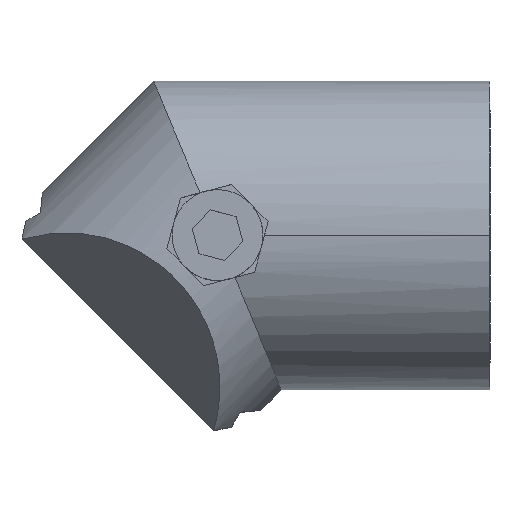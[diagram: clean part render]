
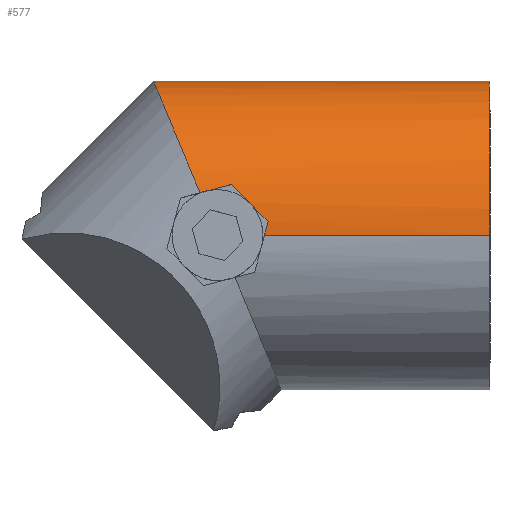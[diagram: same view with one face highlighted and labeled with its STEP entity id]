
A CAD part, top view. The second image highlights one B-rep face of the part: STEP entity #577.
In plain terms, the highlighted cylindrical face has radius 17 mm (diameter 34 mm), a partial arc.
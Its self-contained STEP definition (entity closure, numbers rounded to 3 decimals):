
#8 = CYLINDRICAL_SURFACE ( 'NONE', #1358, 17. ) ;
#51 = CARTESIAN_POINT ( 'NONE',  ( -3.739, 2.888, 16.811 ) ) ;
#52 = EDGE_LOOP ( 'NONE', ( #289, #934, #91, #495, #234, #1341, #1216 ) ) ;
#61 = CARTESIAN_POINT ( 'NONE',  ( 22.077, 16.993, 0.5 ) ) ;
#91 = ORIENTED_EDGE ( 'NONE', *, *, #733, .T. ) ;
#110 = CARTESIAN_POINT ( 'NONE',  ( 22.077, 0., 17. ) ) ;
#133 =( BOUNDED_CURVE ( )  B_SPLINE_CURVE ( 3, ( #1035, #350, #358, #926 ),
 .UNSPECIFIED., .F., .T. ) 
 B_SPLINE_CURVE_WITH_KNOTS ( ( 4, 4 ),
 ( 0.029, 1.293 ),
 .UNSPECIFIED. ) 
 CURVE ( )  GEOMETRIC_REPRESENTATION_ITEM ( )  RATIONAL_B_SPLINE_CURVE ( ( 1., 0.871, 0.871, 1. ) ) 
 REPRESENTATION_ITEM ( '' )  );
#147 = CARTESIAN_POINT ( 'NONE',  ( -2.746, 0., 17. ) ) ;
#150 = EDGE_CURVE ( 'NONE', #1031, #484, #1238, .T. ) ;
#159 = CARTESIAN_POINT ( 'NONE',  ( 22.077, 0., 0. ) ) ;
#171 = DIRECTION ( 'NONE',  ( -1., 0., 0. ) ) ;
#186 = CARTESIAN_POINT ( 'NONE',  ( -7.56, 5.274, 16.164 ) ) ;
#234 = ORIENTED_EDGE ( 'NONE', *, *, #150, .T. ) ;
#258 = CARTESIAN_POINT ( 'NONE',  ( -6.429, 5.577, 16.059 ) ) ;
#289 = ORIENTED_EDGE ( 'NONE', *, *, #1146, .F. ) ;
#350 = CARTESIAN_POINT ( 'NONE',  ( -14.868, 16.767, 8.18 ) ) ;
#358 = CARTESIAN_POINT ( 'NONE',  ( -12.913, 12.048, 14.243 ) ) ;
#384 = VERTEX_POINT ( 'NONE', #719 ) ;
#414 = CARTESIAN_POINT ( 'NONE',  ( -2.479, 0.997, 16.978 ) ) ;
#457 = EDGE_CURVE ( 'NONE', #474, #1031, #133, .T. ) ;
#474 = VERTEX_POINT ( 'NONE', #1060 ) ;
#484 = VERTEX_POINT ( 'NONE', #258 ) ;
#495 = ORIENTED_EDGE ( 'NONE', *, *, #457, .T. ) ;
#513 = VERTEX_POINT ( 'NONE', #147 ) ;
#531 = CARTESIAN_POINT ( 'NONE',  ( -2.746, 0., 17. ) ) ;
#534 = CARTESIAN_POINT ( 'NONE',  ( -2.346, 1.494, 16.934 ) ) ;
#535 =( BOUNDED_CURVE ( )  B_SPLINE_CURVE ( 3, ( #1433, #656, #51, #534 ),
 .UNSPECIFIED., .F., .F. ) 
 B_SPLINE_CURVE_WITH_KNOTS ( ( 4, 4 ),
 ( 1.237, 1.483 ),
 .UNSPECIFIED. ) 
 CURVE ( )  GEOMETRIC_REPRESENTATION_ITEM ( )  RATIONAL_B_SPLINE_CURVE ( ( 1., 0.995, 0.995, 1. ) ) 
 REPRESENTATION_ITEM ( '' )  );
#548 = CARTESIAN_POINT ( 'NONE',  ( 22.077, 0., 17. ) ) ;
#577 = ADVANCED_FACE ( 'NONE', ( #610 ), #8, .T. ) ;
#610 = FACE_OUTER_BOUND ( 'NONE', #52, .T. ) ;
#640 = CARTESIAN_POINT ( 'NONE',  ( 22.077, 0., 0. ) ) ;
#655 = CARTESIAN_POINT ( 'NONE',  ( -8.701, 4.968, 16.261 ) ) ;
#656 = CARTESIAN_POINT ( 'NONE',  ( -5.107, 4.255, 16.518 ) ) ;
#698 = AXIS2_PLACEMENT_3D ( 'NONE', #159, #1448, #1426 ) ;
#719 = CARTESIAN_POINT ( 'NONE',  ( -2.346, 1.494, 16.934 ) ) ;
#733 = EDGE_CURVE ( 'NONE', #1018, #474, #925, .T. ) ;
#769 = CARTESIAN_POINT ( 'NONE',  ( -6.429, 5.577, 16.059 ) ) ;
#821 = VECTOR ( 'NONE', #171, 1000. ) ;
#870 = CARTESIAN_POINT ( 'NONE',  ( -2.346, 1.494, 16.934 ) ) ;
#925 = LINE ( 'NONE', #1196, #821 ) ;
#926 = CARTESIAN_POINT ( 'NONE',  ( -9.853, 4.659, 16.349 ) ) ;
#930 = EDGE_CURVE ( 'NONE', #484, #384, #535, .T. ) ;
#934 = ORIENTED_EDGE ( 'NONE', *, *, #968, .F. ) ;
#968 = EDGE_CURVE ( 'NONE', #1018, #1489, #1237, .T. ) ;
#1018 = VERTEX_POINT ( 'NONE', #61 ) ;
#1022 = VECTOR ( 'NONE', #1075, 1000. ) ;
#1031 = VERTEX_POINT ( 'NONE', #1354 ) ;
#1035 = CARTESIAN_POINT ( 'NONE',  ( -14.961, 16.993, 0.5 ) ) ;
#1055 = LINE ( 'NONE', #110, #1022 ) ;
#1060 = CARTESIAN_POINT ( 'NONE',  ( -14.961, 16.993, 0.5 ) ) ;
#1075 = DIRECTION ( 'NONE',  ( -1., 0., 0. ) ) ;
#1080 = CARTESIAN_POINT ( 'NONE',  ( -2.613, 0.499, 17. ) ) ;
#1107 = DIRECTION ( 'NONE',  ( -1., 0., 0. ) ) ;
#1146 = EDGE_CURVE ( 'NONE', #1489, #513, #1055, .T. ) ;
#1196 = CARTESIAN_POINT ( 'NONE',  ( -15.979, 16.993, 0.5 ) ) ;
#1203 = DIRECTION ( 'NONE',  ( 0., 0., 1. ) ) ;
#1216 = ORIENTED_EDGE ( 'NONE', *, *, #1395, .T. ) ;
#1228 = CARTESIAN_POINT ( 'NONE',  ( -9.853, 4.659, 16.349 ) ) ;
#1236 =( BOUNDED_CURVE ( )  B_SPLINE_CURVE ( 3, ( #870, #414, #1080, #531 ),
 .UNSPECIFIED., .F., .T. ) 
 B_SPLINE_CURVE_WITH_KNOTS ( ( 4, 4 ),
 ( 4.624, 4.712 ),
 .UNSPECIFIED. ) 
 CURVE ( )  GEOMETRIC_REPRESENTATION_ITEM ( )  RATIONAL_B_SPLINE_CURVE ( ( 1., 0.999, 0.999, 1. ) ) 
 REPRESENTATION_ITEM ( '' )  );
#1237 = CIRCLE ( 'NONE', #698, 17. ) ;
#1238 =( BOUNDED_CURVE ( )  B_SPLINE_CURVE ( 3, ( #1228, #655, #186, #769 ),
 .UNSPECIFIED., .F., .F. ) 
 B_SPLINE_CURVE_WITH_KNOTS ( ( 4, 4 ),
 ( 1.848, 1.905 ),
 .UNSPECIFIED. ) 
 CURVE ( )  GEOMETRIC_REPRESENTATION_ITEM ( )  RATIONAL_B_SPLINE_CURVE ( ( 1., 1., 1., 1. ) ) 
 REPRESENTATION_ITEM ( '' )  );
#1341 = ORIENTED_EDGE ( 'NONE', *, *, #930, .T. ) ;
#1354 = CARTESIAN_POINT ( 'NONE',  ( -9.853, 4.659, 16.349 ) ) ;
#1358 = AXIS2_PLACEMENT_3D ( 'NONE', #640, #1107, #1203 ) ;
#1395 = EDGE_CURVE ( 'NONE', #384, #513, #1236, .T. ) ;
#1426 = DIRECTION ( 'NONE',  ( 0., 0., 1. ) ) ;
#1433 = CARTESIAN_POINT ( 'NONE',  ( -6.429, 5.577, 16.059 ) ) ;
#1448 = DIRECTION ( 'NONE',  ( 1., 0., 0. ) ) ;
#1489 = VERTEX_POINT ( 'NONE', #548 ) ;
